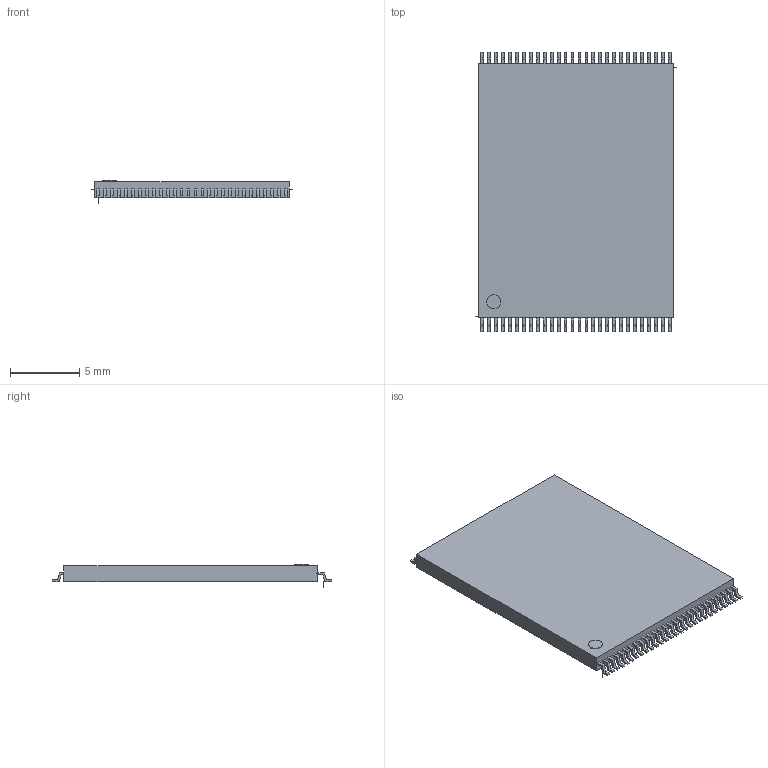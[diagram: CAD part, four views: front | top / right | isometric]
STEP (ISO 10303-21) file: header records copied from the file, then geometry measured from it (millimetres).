
FILE_DESCRIPTION (( 'STEP AP214' ), '1' );
FILE_NAME ('SW3dPS-TSOP1-56.STEP', '2009-10-07T13:50:59', ( 'sysAdmin' ), ( 'SolidWorks' ), 'SwSTEP 2.0', 'SolidWorks 2009', '' );
FILE_SCHEMA (( 'AUTOMOTIVE_DESIGN' ));
Length unit declared in the file: millimetre
Products named in the file (18): SW3dPS-TSOP1-56_368560593; SW3dPS-TSOP1-56_Free-Models3; SW3dPS-TSOP1-56_Board7; SW3dPS-TSOP1-56_BODYTSOP1-57; SW3dPS-TSOP1-56_Extruded3; SW3dPS-TSOP1-56_Cylinder1; SW3dPS-TSOP1-56_368340593; SW3dPS-TSOP1-56_Board5; SW3dPS-TSOP1-56_PINTSOP1-57; SW3dPS-TSOP1-56_368565201; SW3dPS-TSOP1-56_Extruded2; SW3dPS-TSOP1-56_Free-Models2; SW3dPS-TSOP1-56; SW3dPS-TSOP1-56_Board6; SW3dPS-TSOP1-56_Open CASCADE STEP translator 6.2 21.3; SW3dPS-TSOP1-56_Board4; SW3dPS-TSOP1-56_TSOP1-57; SW3dPS-TSOP1-56_Open_CASCADE_STEP_translator_6.2_20.3
Assembly tree (72 placements, depth 8):
  SW3dPS-TSOP1-56
    SW3dPS-TSOP1-56_Board6
    SW3dPS-TSOP1-56_Open CASCADE STEP translator 6.2 21.3
      SW3dPS-TSOP1-56_TSOP1-57
        SW3dPS-TSOP1-56_Open_CASCADE_STEP_translator_6.2_20.3
          SW3dPS-TSOP1-56_PINTSOP1-57  x56
            SW3dPS-TSOP1-56_Free-Models2
              SW3dPS-TSOP1-56_368565201
                SW3dPS-TSOP1-56_Extruded2
            SW3dPS-TSOP1-56_Board5
          SW3dPS-TSOP1-56_BODYTSOP1-57
            SW3dPS-TSOP1-56_Board7
            SW3dPS-TSOP1-56_Free-Models3
              SW3dPS-TSOP1-56_368340593
                SW3dPS-TSOP1-56_Cylinder1
              SW3dPS-TSOP1-56_368560593
                SW3dPS-TSOP1-56_Extruded3
        SW3dPS-TSOP1-56_Board4
Bounding box: 14.54 x 20.12 x 1.69 mm (x, y, z)
Volume: 297.7 mm3; surface area: 647.8 mm2
Topology: 117 solids, 117 shells, 924 faces, 2070 edges, 1380 vertices
Faces by surface type: plane 922, cylinder 2
Entity records: 2168 total; most frequent: DIRECTION 352, CARTESIAN_POINT 279, ORIENTED_EDGE 180, AXIS2_PLACEMENT_3D 133, EDGE_CURVE 90, PRODUCT_DEFINITION_SHAPE 90, VECTOR 86, LINE 86
